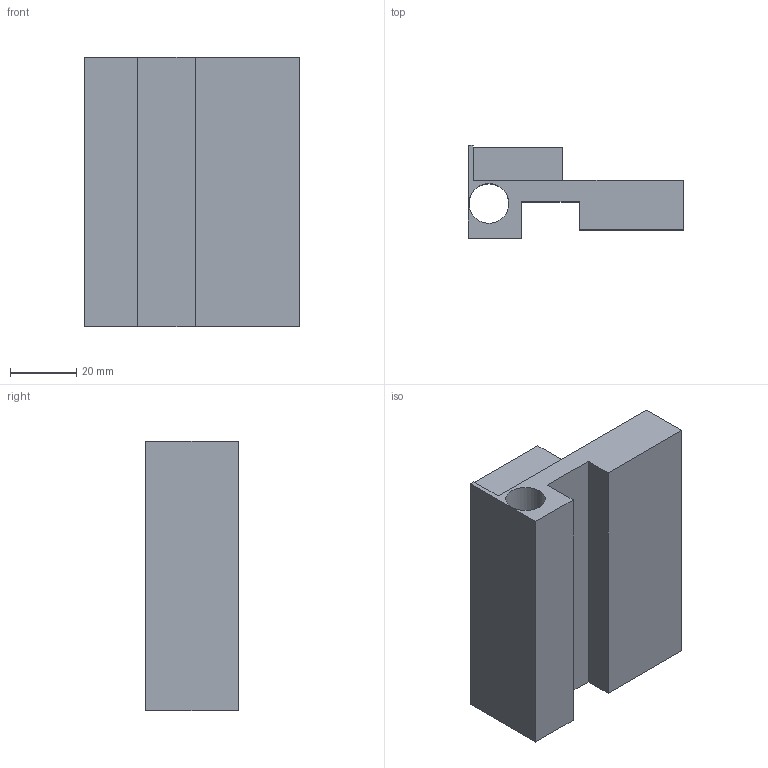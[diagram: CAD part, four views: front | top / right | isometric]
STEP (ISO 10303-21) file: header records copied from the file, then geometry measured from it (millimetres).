
FILE_DESCRIPTION(('FreeCAD Model'),'2;1');
FILE_NAME( 'carrier2_12.step', '2019-05-31T18:23:26',('Author'),(''), 'Open CASCADE STEP processor 7.3','FreeCAD','Unknown');
FILE_SCHEMA(('AUTOMOTIVE_DESIGN { 1 0 10303 214 1 1 1 1 }'));
Length unit declared in the file: millimetre
Products named in the file (1): Body
Bounding box: 65 x 28 x 81.5 mm (x, y, z)
Volume: 64650.6 mm3; surface area: 21804.8 mm2
Topology: 1 solids, 1 shells, 23 faces, 61 edges, 40 vertices
Faces by surface type: plane 22, cylinder 1
Full cylindrical faces by diameter (mm): 12 x1
Entity records: 1525 total; most frequent: CARTESIAN_POINT 259, DIRECTION 231, LINE 179, VECTOR 179, ORIENTED_EDGE 122, PCURVE 122, DEFINITIONAL_REPRESENTATION 122, EDGE_CURVE 61
